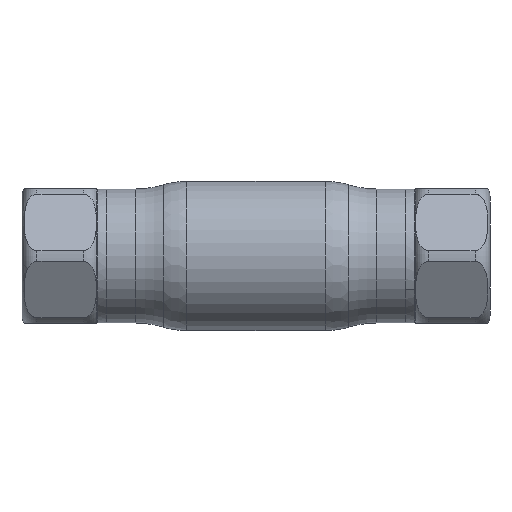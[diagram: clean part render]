
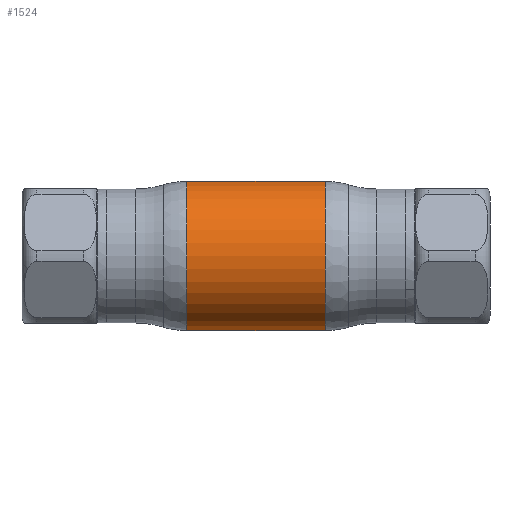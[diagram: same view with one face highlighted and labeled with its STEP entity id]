
A CAD part, front view. The second image highlights one B-rep face of the part: STEP entity #1524.
In plain terms, the highlighted cylindrical face has radius 15 mm (diameter 30 mm), a partial arc.
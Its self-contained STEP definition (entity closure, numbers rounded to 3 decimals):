
#1524 = ADVANCED_FACE ( 'NONE', ( #46546 ), #19560, .T. ) ;
#3393 = LINE ( 'NONE', #52301, #44571 ) ;
#4801 = CARTESIAN_POINT ( 'NONE',  ( -62.69, 0., 15. ) ) ;
#11189 = CARTESIAN_POINT ( 'NONE',  ( -13.909, 0., 15. ) ) ;
#13333 = AXIS2_PLACEMENT_3D ( 'NONE', #30511, #53332, #38797 ) ;
#15432 = EDGE_CURVE ( 'NONE', #53063, #19813, #3393, .T. ) ;
#16926 = VERTEX_POINT ( 'NONE', #11189 ) ;
#18200 = ORIENTED_EDGE ( 'NONE', *, *, #47308, .T. ) ;
#18316 = CARTESIAN_POINT ( 'NONE',  ( 13.909, 0., 15. ) ) ;
#18492 = AXIS2_PLACEMENT_3D ( 'NONE', #50554, #41340, #46092 ) ;
#18805 = ORIENTED_EDGE ( 'NONE', *, *, #54705, .F. ) ;
#19560 = CYLINDRICAL_SURFACE ( 'NONE', #13333, 15. ) ;
#19813 = VERTEX_POINT ( 'NONE', #51969 ) ;
#20812 = DIRECTION ( 'NONE',  ( -1., 0., 0. ) ) ;
#24185 = CIRCLE ( 'NONE', #18492, 15. ) ;
#24912 = CARTESIAN_POINT ( 'NONE',  ( 13.909, 0., -15. ) ) ;
#25259 = CARTESIAN_POINT ( 'NONE',  ( -13.909, 0., 0. ) ) ;
#25822 = ORIENTED_EDGE ( 'NONE', *, *, #30248, .T. ) ;
#26998 = LINE ( 'NONE', #4801, #48958 ) ;
#27564 = ORIENTED_EDGE ( 'NONE', *, *, #15432, .F. ) ;
#30248 = EDGE_CURVE ( 'NONE', #53063, #45332, #24185, .T. ) ;
#30511 = CARTESIAN_POINT ( 'NONE',  ( -62.69, 0., 0. ) ) ;
#32049 = DIRECTION ( 'NONE',  ( -1., 0., 0. ) ) ;
#36217 = AXIS2_PLACEMENT_3D ( 'NONE', #25259, #20812, #38894 ) ;
#38797 = DIRECTION ( 'NONE',  ( 0., 0., 1. ) ) ;
#38894 = DIRECTION ( 'NONE',  ( 0., 0., 1. ) ) ;
#41340 = DIRECTION ( 'NONE',  ( -1., 0., 0. ) ) ;
#44571 = VECTOR ( 'NONE', #57305, 1000. ) ;
#45332 = VERTEX_POINT ( 'NONE', #18316 ) ;
#45707 = CIRCLE ( 'NONE', #36217, 15. ) ;
#46092 = DIRECTION ( 'NONE',  ( 0., 0., 1. ) ) ;
#46546 = FACE_OUTER_BOUND ( 'NONE', #48088, .T. ) ;
#47308 = EDGE_CURVE ( 'NONE', #45332, #16926, #26998, .T. ) ;
#48088 = EDGE_LOOP ( 'NONE', ( #27564, #25822, #18200, #18805 ) ) ;
#48958 = VECTOR ( 'NONE', #32049, 1000. ) ;
#50554 = CARTESIAN_POINT ( 'NONE',  ( 13.909, 0., 0. ) ) ;
#51969 = CARTESIAN_POINT ( 'NONE',  ( -13.909, 0., -15. ) ) ;
#52301 = CARTESIAN_POINT ( 'NONE',  ( -62.69, 0., -15. ) ) ;
#53063 = VERTEX_POINT ( 'NONE', #24912 ) ;
#53332 = DIRECTION ( 'NONE',  ( -1., 0., 0. ) ) ;
#54705 = EDGE_CURVE ( 'NONE', #19813, #16926, #45707, .T. ) ;
#57305 = DIRECTION ( 'NONE',  ( -1., 0., 0. ) ) ;
